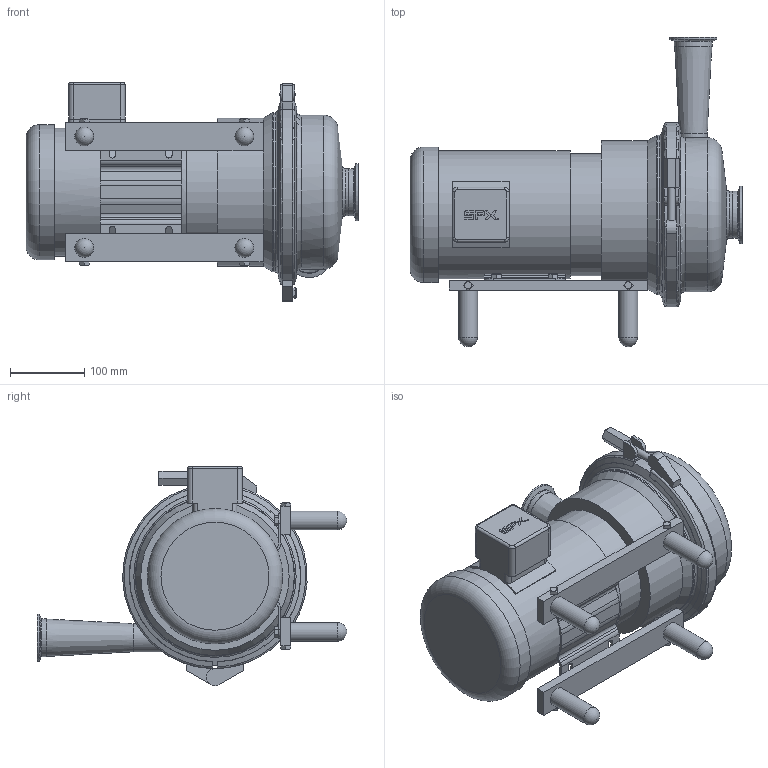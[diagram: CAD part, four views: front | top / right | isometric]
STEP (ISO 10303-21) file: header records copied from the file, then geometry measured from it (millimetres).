
FILE_DESCRIPTION(/* description */ (''),/* implementation_level */ '2;1');
FILE_NAME(/* name */ 'W+_W+35-35_56C_2.5x2.0_S-Line_0.5HP_SM.stp',/* time_stamp */ '2020-11-03T15:08:20+06:00',/* author */ ('KRXREM'),/* organization */ (''),/* preprocessor_version */ 'ST-DEVELOPER v17',/* originating_system */ 'Autodesk Inventor 2018',/* authorisation */ '');
FILE_SCHEMA (('AUTOMOTIVE_DESIGN { 1 0 10303 214 3 1 1 }'));
Length unit declared in the file: inch
Products named in the file (1): W+_W+35-35_56C_2.5x2.0_S-Line_0.5HP_SM
Bounding box: 447.75 x 417.5 x 295.58 mm (x, y, z)
Volume: 12929708.8 mm3; surface area: 527808.3 mm2
Topology: 1 solids, 1 shells, 433 faces, 1183 edges, 755 vertices
Faces by surface type: plane 236, cone 73, cylinder 69, bspline 29, torus 22, sphere 4
Full cylindrical faces by diameter (mm): 10 x1, 25.4 x4, 38 x1, 47.498 x1, 50.927 x1, 60.198 x1, 63.5 x1, 63.627 x1, 63.881 x1, 77.47 x1, 164.846 x1, 172.974 x1, 182.626 x1, 200 x1, 215 x1, 240 x1
Entity records: 14365 total; most frequent: CARTESIAN_POINT 3291, ORIENTED_EDGE 2358, DIRECTION 2161, EDGE_CURVE 1179, AXIS2_PLACEMENT_3D 763, VERTEX_POINT 755, LINE 635, VECTOR 635
